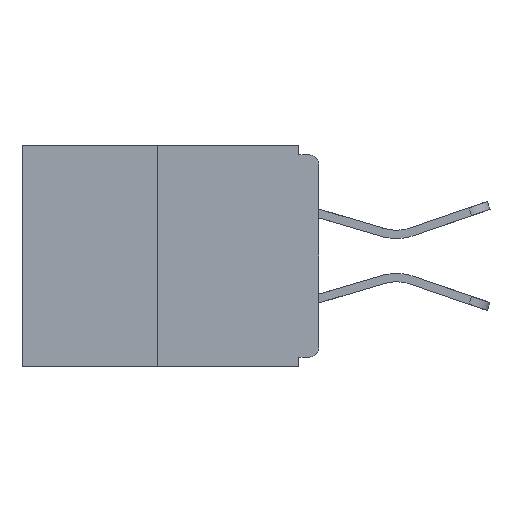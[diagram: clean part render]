
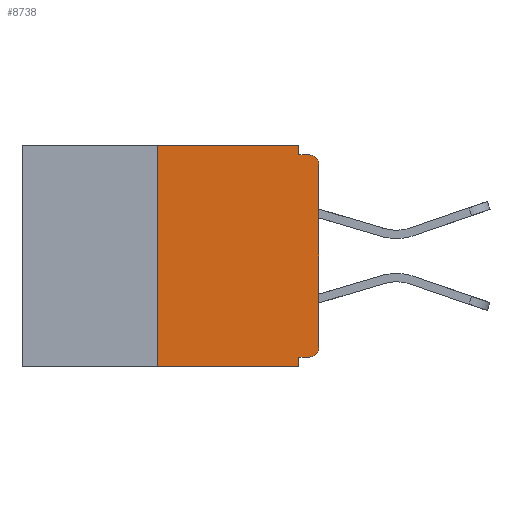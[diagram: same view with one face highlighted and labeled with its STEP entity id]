
A CAD part, left-side view. The second image highlights one B-rep face of the part: STEP entity #8738.
In plain terms, the highlighted planar face has unit normal (-1, 0, 0).
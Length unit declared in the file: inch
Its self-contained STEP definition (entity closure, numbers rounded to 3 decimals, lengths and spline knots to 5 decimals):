
#713 = VECTOR ( 'NONE', #23692, 39.37008 ) ;
#837 = CARTESIAN_POINT ( 'NONE',  ( 0., 0.46, -0.343 ) ) ;
#842 = ORIENTED_EDGE ( 'NONE', *, *, #24197, .F. ) ;
#1674 = DIRECTION ( 'NONE',  ( 0., 0., -1. ) ) ;
#1699 = CARTESIAN_POINT ( 'NONE',  ( 0., 0.031, -0.328 ) ) ;
#1875 = DIRECTION ( 'NONE',  ( 1., 0., 0. ) ) ;
#1923 = VERTEX_POINT ( 'NONE', #21997 ) ;
#2167 = CARTESIAN_POINT ( 'NONE',  ( 0., 0.031, -0.343 ) ) ;
#2762 = ORIENTED_EDGE ( 'NONE', *, *, #22694, .F. ) ;
#2811 = EDGE_CURVE ( 'NONE', #5838, #23700, #21151, .T. ) ;
#2856 = EDGE_CURVE ( 'NONE', #11555, #26208, #3902, .T. ) ;
#3189 = CIRCLE ( 'NONE', #16075, 0.015 ) ;
#3448 = ORIENTED_EDGE ( 'NONE', *, *, #15106, .T. ) ;
#3654 = ORIENTED_EDGE ( 'NONE', *, *, #2856, .F. ) ;
#3902 = LINE ( 'NONE', #29433, #27643 ) ;
#4259 = ORIENTED_EDGE ( 'NONE', *, *, #2811, .T. ) ;
#4563 = VECTOR ( 'NONE', #25986, 39.37008 ) ;
#4892 = CARTESIAN_POINT ( 'NONE',  ( 0., 0.031, -0.343 ) ) ;
#4951 = LINE ( 'NONE', #837, #4563 ) ;
#4992 = VERTEX_POINT ( 'NONE', #4892 ) ;
#5178 = EDGE_CURVE ( 'NONE', #5838, #21475, #24884, .T. ) ;
#5838 = VERTEX_POINT ( 'NONE', #6565 ) ;
#6308 = DIRECTION ( 'NONE',  ( -1., 0., 0. ) ) ;
#6565 = CARTESIAN_POINT ( 'NONE',  ( 0., 0.015, -0.328 ) ) ;
#7179 = CARTESIAN_POINT ( 'NONE',  ( 0., 0.015, -0.015 ) ) ;
#7345 = CARTESIAN_POINT ( 'NONE',  ( 0., 0.25, 0. ) ) ;
#7682 = CARTESIAN_POINT ( 'NONE',  ( 0., 0., 0. ) ) ;
#8584 = CARTESIAN_POINT ( 'NONE',  ( 0., 0.015, -0.313 ) ) ;
#8738 = ADVANCED_FACE ( 'NONE', ( #11356 ), #17483, .F. ) ;
#8817 = CARTESIAN_POINT ( 'NONE',  ( 0., 0.015, -0.03 ) ) ;
#8850 = DIRECTION ( 'NONE',  ( 0., 0., -1. ) ) ;
#9186 = VECTOR ( 'NONE', #14489, 39.37008 ) ;
#10451 = ORIENTED_EDGE ( 'NONE', *, *, #5178, .F. ) ;
#10736 = EDGE_LOOP ( 'NONE', ( #3654, #15740, #26522, #17732, #10451, #4259, #3448, #26466, #842, #2762 ) ) ;
#10855 = CARTESIAN_POINT ( 'NONE',  ( 0., 0.25, -0.343 ) ) ;
#11063 = DIRECTION ( 'NONE',  ( 0., 0., -1. ) ) ;
#11199 = EDGE_CURVE ( 'NONE', #20905, #11555, #23517, .T. ) ;
#11356 = FACE_OUTER_BOUND ( 'NONE', #10736, .T. ) ;
#11555 = VERTEX_POINT ( 'NONE', #29389 ) ;
#11739 = VERTEX_POINT ( 'NONE', #7179 ) ;
#12891 = CARTESIAN_POINT ( 'NONE',  ( 0., 0.46, 0. ) ) ;
#13054 = DIRECTION ( 'NONE',  ( -1., 0., 0. ) ) ;
#13961 = CARTESIAN_POINT ( 'NONE',  ( 0., 0.031, 0. ) ) ;
#14287 = VERTEX_POINT ( 'NONE', #19519 ) ;
#14489 = DIRECTION ( 'NONE',  ( 0., 0., 1. ) ) ;
#15106 = EDGE_CURVE ( 'NONE', #23700, #1923, #16087, .T. ) ;
#15266 = DIRECTION ( 'NONE',  ( 0., 0., -1. ) ) ;
#15740 = ORIENTED_EDGE ( 'NONE', *, *, #11199, .F. ) ;
#16075 = AXIS2_PLACEMENT_3D ( 'NONE', #8817, #6308, #1674 ) ;
#16087 = LINE ( 'NONE', #7682, #713 ) ;
#17198 = LINE ( 'NONE', #18114, #26919 ) ;
#17377 = CARTESIAN_POINT ( 'NONE',  ( 0., 0., -0.313 ) ) ;
#17483 = PLANE ( 'NONE',  #25185 ) ;
#17732 = ORIENTED_EDGE ( 'NONE', *, *, #23989, .F. ) ;
#18013 = AXIS2_PLACEMENT_3D ( 'NONE', #8584, #13054, #11063 ) ;
#18114 = CARTESIAN_POINT ( 'NONE',  ( 0., 0.031, 0. ) ) ;
#18750 = VECTOR ( 'NONE', #28070, 39.37008 ) ;
#19519 = CARTESIAN_POINT ( 'NONE',  ( 0., 0.031, -0.015 ) ) ;
#20642 = VECTOR ( 'NONE', #27503, 39.37008 ) ;
#20905 = VERTEX_POINT ( 'NONE', #10855 ) ;
#21005 = LINE ( 'NONE', #27607, #20642 ) ;
#21045 = CARTESIAN_POINT ( 'NONE',  ( 0., 0., -0.328 ) ) ;
#21151 = CIRCLE ( 'NONE', #18013, 0.015 ) ;
#21475 = VERTEX_POINT ( 'NONE', #1699 ) ;
#21997 = CARTESIAN_POINT ( 'NONE',  ( 0., 0., -0.03 ) ) ;
#22387 = DIRECTION ( 'NONE',  ( 0., -1., 0. ) ) ;
#22694 = EDGE_CURVE ( 'NONE', #26208, #14287, #17198, .T. ) ;
#23517 = LINE ( 'NONE', #7345, #9186 ) ;
#23692 = DIRECTION ( 'NONE',  ( 0., 0., 1. ) ) ;
#23700 = VERTEX_POINT ( 'NONE', #17377 ) ;
#23989 = EDGE_CURVE ( 'NONE', #21475, #4992, #26025, .T. ) ;
#24197 = EDGE_CURVE ( 'NONE', #14287, #11739, #21005, .T. ) ;
#24884 = LINE ( 'NONE', #21045, #18750 ) ;
#25185 = AXIS2_PLACEMENT_3D ( 'NONE', #12891, #1875, #15266 ) ;
#25986 = DIRECTION ( 'NONE',  ( 0., -1., 0. ) ) ;
#26025 = LINE ( 'NONE', #2167, #29657 ) ;
#26208 = VERTEX_POINT ( 'NONE', #13961 ) ;
#26466 = ORIENTED_EDGE ( 'NONE', *, *, #28224, .T. ) ;
#26522 = ORIENTED_EDGE ( 'NONE', *, *, #28870, .T. ) ;
#26919 = VECTOR ( 'NONE', #8850, 39.37008 ) ;
#27503 = DIRECTION ( 'NONE',  ( 0., -1., 0. ) ) ;
#27607 = CARTESIAN_POINT ( 'NONE',  ( 0., 0., -0.015 ) ) ;
#27643 = VECTOR ( 'NONE', #22387, 39.37008 ) ;
#28070 = DIRECTION ( 'NONE',  ( 0., 1., 0. ) ) ;
#28224 = EDGE_CURVE ( 'NONE', #1923, #11739, #3189, .T. ) ;
#28870 = EDGE_CURVE ( 'NONE', #20905, #4992, #4951, .T. ) ;
#29389 = CARTESIAN_POINT ( 'NONE',  ( 0., 0.25, 0. ) ) ;
#29433 = CARTESIAN_POINT ( 'NONE',  ( 0., 0.46, 0. ) ) ;
#29550 = DIRECTION ( 'NONE',  ( 0., 0., -1. ) ) ;
#29657 = VECTOR ( 'NONE', #29550, 39.37008 ) ;
